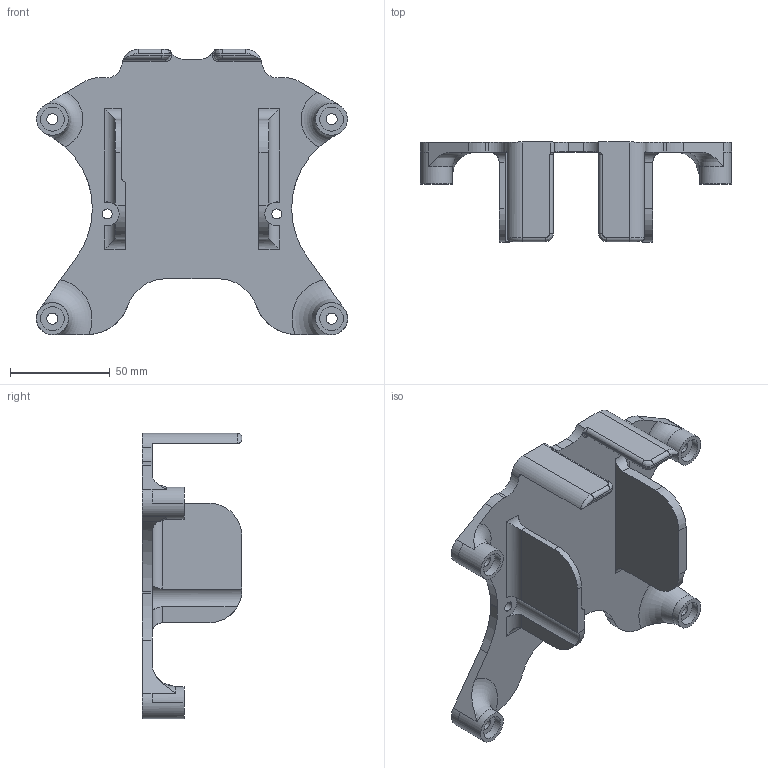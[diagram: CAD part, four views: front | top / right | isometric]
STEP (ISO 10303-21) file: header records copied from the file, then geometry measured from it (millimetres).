
FILE_DESCRIPTION((''),'2;1');
FILE_NAME('V2','2018-03-28T',('jmln'),(''),'PRO/ENGINEER BY PARAMETRIC TECHNOLOGY CORPORATION, 2012480','PRO/ENGINEER BY PARAMETRIC TECHNOLOGY CORPORATION, 2012480','');
FILE_SCHEMA(('CONFIG_CONTROL_DESIGN'));
Length unit declared in the file: millimetre
Products named in the file (1): V2
Bounding box: 156 x 50 x 143 mm (x, y, z)
Volume: 114244.4 mm3; surface area: 55107.3 mm2
Topology: 1 solids, 1 shells, 157 faces, 404 edges, 263 vertices
Faces by surface type: cylinder 90, plane 53, torus 10, bspline 4
Entity records: 5133 total; most frequent: CARTESIAN_POINT 1152, DIRECTION 858, ORIENTED_EDGE 808, EDGE_CURVE 404, AXIS2_PLACEMENT_3D 336, VERTEX_POINT 263, VECTOR 186, LINE 186
